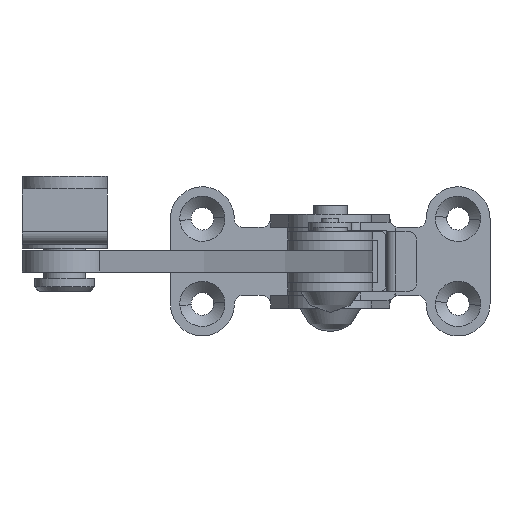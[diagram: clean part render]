
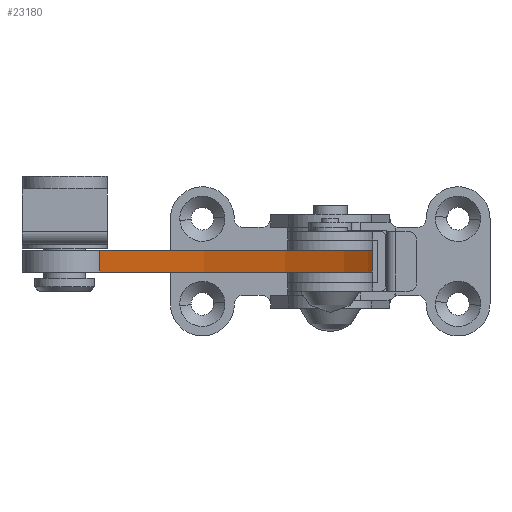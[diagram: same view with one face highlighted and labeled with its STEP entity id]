
A CAD part, left-side view. The second image highlights one B-rep face of the part: STEP entity #23180.
In plain terms, the highlighted free-form (B-spline) face has degree [1, 2] with [2, 3] control points.
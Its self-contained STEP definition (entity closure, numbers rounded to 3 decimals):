
#23085=CARTESIAN_POINT('',(-188.635,-9.801,2.5));
#23086=VERTEX_POINT('',#23085);
#23102=CARTESIAN_POINT('',(-188.635,-9.801,-2.5));
#23103=VERTEX_POINT('',#23102);
#23104=CARTESIAN_POINT('',(-188.635,-9.801,-2.5));
#23105=CARTESIAN_POINT('',(-188.635,-9.801,2.5));
#23106=QUASI_UNIFORM_CURVE('',1,(#23104,#23105),.UNSPECIFIED.,.F.,.U.);
#23107=EDGE_CURVE('',#23103,#23086,#23106,.T.);
#23128=CARTESIAN_POINT('',(-177.882,-9.252,-2.625));
#23129=CARTESIAN_POINT('',(-177.882,-9.252,2.628));
#23130=CARTESIAN_POINT('',(-304.648,-17.788,-2.625));
#23131=CARTESIAN_POINT('',(-304.648,-17.788,2.628));
#23132=CARTESIAN_POINT('',(-404.568,60.688,-2.625));
#23133=CARTESIAN_POINT('',(-404.568,60.688,2.628));
#23141=(BOUNDED_SURFACE()B_SPLINE_SURFACE(1,2,((#23128,#23130,#23132),(#23129,#23131,#23133)),.UNSPECIFIED.,.F.,.F.,.U.)B_SPLINE_SURFACE_WITH_KNOTS((2,2),(3,3),(0.0,5.253),(2.273,247.675),.UNSPECIFIED.)GEOMETRIC_REPRESENTATION_ITEM()RATIONAL_B_SPLINE_SURFACE(((0.999,0.929,0.991),(0.999,0.929,0.991)))REPRESENTATION_ITEM('')SURFACE());
#23142=CARTESIAN_POINT('',(-395.933,54.131,2.5));
#23143=VERTEX_POINT('',#23142);
#23144=CARTESIAN_POINT('',(-395.933,54.131,2.5));
#23145=CARTESIAN_POINT('',(-303.371,-13.784,2.5));
#23146=CARTESIAN_POINT('',(-188.635,-9.801,2.5));
#23154=(BOUNDED_CURVE()B_SPLINE_CURVE(2,(#23144,#23145,#23146),.UNSPECIFIED.,.F.,.U.)CURVE()GEOMETRIC_REPRESENTATION_ITEM()QUASI_UNIFORM_CURVE()RATIONAL_B_SPLINE_CURVE((1.0,0.945,1.0))REPRESENTATION_ITEM(''));
#23155=EDGE_CURVE('',#23143,#23086,#23154,.T.);
#23156=ORIENTED_EDGE('',*,*,#23155,.F.);
#23157=CARTESIAN_POINT('',(-395.933,54.131,-2.5));
#23158=VERTEX_POINT('',#23157);
#23159=CARTESIAN_POINT('',(-395.933,54.131,-2.5));
#23160=CARTESIAN_POINT('',(-395.933,54.131,2.5));
#23161=QUASI_UNIFORM_CURVE('',1,(#23159,#23160),.UNSPECIFIED.,.F.,.U.);
#23162=EDGE_CURVE('',#23158,#23143,#23161,.T.);
#23163=ORIENTED_EDGE('',*,*,#23162,.F.);
#23164=CARTESIAN_POINT('',(-395.933,54.131,-2.5));
#23165=CARTESIAN_POINT('',(-303.371,-13.784,-2.5));
#23166=CARTESIAN_POINT('',(-188.635,-9.801,-2.5));
#23174=(BOUNDED_CURVE()B_SPLINE_CURVE(2,(#23164,#23165,#23166),.UNSPECIFIED.,.F.,.U.)CURVE()GEOMETRIC_REPRESENTATION_ITEM()QUASI_UNIFORM_CURVE()RATIONAL_B_SPLINE_CURVE((1.0,0.945,1.0))REPRESENTATION_ITEM(''));
#23175=EDGE_CURVE('',#23158,#23103,#23174,.T.);
#23176=ORIENTED_EDGE('',*,*,#23175,.T.);
#23177=ORIENTED_EDGE('',*,*,#23107,.T.);
#23178=EDGE_LOOP('',(#23156,#23163,#23176,#23177));
#23179=FACE_OUTER_BOUND('',#23178,.T.);
#23180=ADVANCED_FACE('',(#23179),#23141,.T.);
